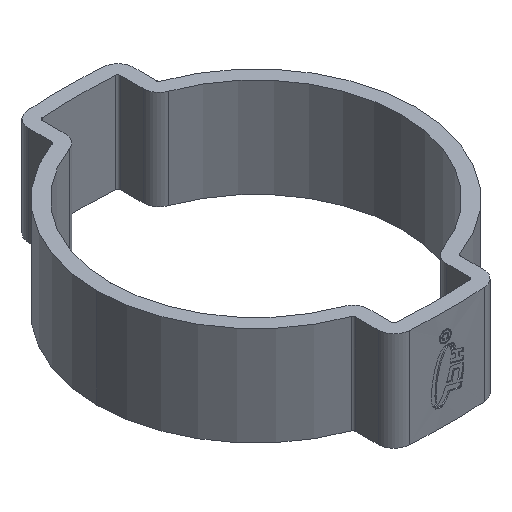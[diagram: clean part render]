
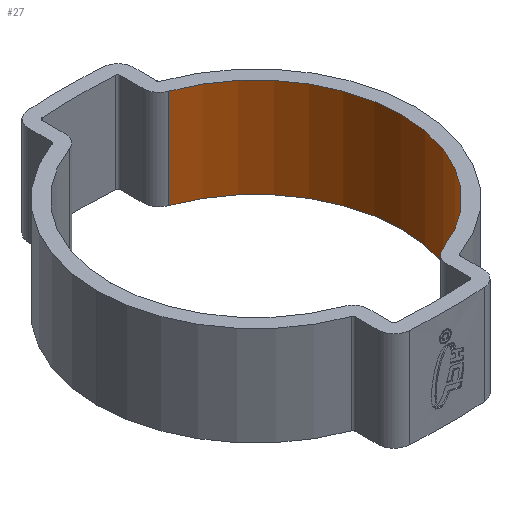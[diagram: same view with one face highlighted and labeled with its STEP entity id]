
A CAD part, isometric view. The second image highlights one B-rep face of the part: STEP entity #27.
In plain terms, the highlighted cylindrical face has radius 11.75 mm (diameter 23.5 mm), a partial arc.
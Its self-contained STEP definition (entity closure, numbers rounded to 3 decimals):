
#27 = ADVANCED_FACE ( 'NONE', ( #5645 ), #887, .F. ) ;
#244 = VECTOR ( 'NONE', #5741, 1000. ) ;
#460 = VERTEX_POINT ( 'NONE', #4757 ) ;
#564 = LINE ( 'NONE', #4460, #1352 ) ;
#605 = ORIENTED_EDGE ( 'NONE', *, *, #1367, .T. ) ;
#828 = CARTESIAN_POINT ( 'NONE',  ( 0., 0., 4. ) ) ;
#887 = CYLINDRICAL_SURFACE ( 'NONE', #1697, 11.75 ) ;
#956 = VERTEX_POINT ( 'NONE', #5267 ) ;
#1199 = CIRCLE ( 'NONE', #5459, 11.75 ) ;
#1352 = VECTOR ( 'NONE', #3162, 1000. ) ;
#1367 = EDGE_CURVE ( 'NONE', #4093, #956, #564, .T. ) ;
#1697 = AXIS2_PLACEMENT_3D ( 'NONE', #828, #2144, #4776 ) ;
#2043 = VERTEX_POINT ( 'NONE', #2587 ) ;
#2141 = EDGE_CURVE ( 'NONE', #2043, #460, #5311, .T. ) ;
#2144 = DIRECTION ( 'NONE',  ( 0., 0., -1. ) ) ;
#2587 = CARTESIAN_POINT ( 'NONE',  ( 4.007, -11.046, 4. ) ) ;
#2613 = CARTESIAN_POINT ( 'NONE',  ( 0., 0., 4. ) ) ;
#3162 = DIRECTION ( 'NONE',  ( 0., 0., -1. ) ) ;
#3245 = CIRCLE ( 'NONE', #4074, 11.75 ) ;
#3642 = CARTESIAN_POINT ( 'NONE',  ( 4.007, -11.046, 4. ) ) ;
#3867 = DIRECTION ( 'NONE',  ( 0., 0., 1. ) ) ;
#3954 = CARTESIAN_POINT ( 'NONE',  ( 4.007, 11.046, 4. ) ) ;
#4074 = AXIS2_PLACEMENT_3D ( 'NONE', #2613, #5297, #4373 ) ;
#4091 = ORIENTED_EDGE ( 'NONE', *, *, #2141, .F. ) ;
#4093 = VERTEX_POINT ( 'NONE', #3954 ) ;
#4140 = ORIENTED_EDGE ( 'NONE', *, *, #5118, .T. ) ;
#4357 = CARTESIAN_POINT ( 'NONE',  ( 0., 0., -4. ) ) ;
#4373 = DIRECTION ( 'NONE',  ( -1., 0., 0. ) ) ;
#4460 = CARTESIAN_POINT ( 'NONE',  ( 4.007, 11.046, 4. ) ) ;
#4557 = EDGE_LOOP ( 'NONE', ( #5480, #4091, #4140, #605 ) ) ;
#4757 = CARTESIAN_POINT ( 'NONE',  ( 4.007, -11.046, -4. ) ) ;
#4776 = DIRECTION ( 'NONE',  ( -1., 0., 0. ) ) ;
#5118 = EDGE_CURVE ( 'NONE', #2043, #4093, #3245, .T. ) ;
#5267 = CARTESIAN_POINT ( 'NONE',  ( 4.007, 11.046, -4. ) ) ;
#5297 = DIRECTION ( 'NONE',  ( 0., 0., 1. ) ) ;
#5306 = DIRECTION ( 'NONE',  ( -1., 0., 0. ) ) ;
#5311 = LINE ( 'NONE', #3642, #244 ) ;
#5459 = AXIS2_PLACEMENT_3D ( 'NONE', #4357, #3867, #5306 ) ;
#5480 = ORIENTED_EDGE ( 'NONE', *, *, #5718, .F. ) ;
#5645 = FACE_OUTER_BOUND ( 'NONE', #4557, .T. ) ;
#5718 = EDGE_CURVE ( 'NONE', #460, #956, #1199, .T. ) ;
#5741 = DIRECTION ( 'NONE',  ( 0., 0., -1. ) ) ;
